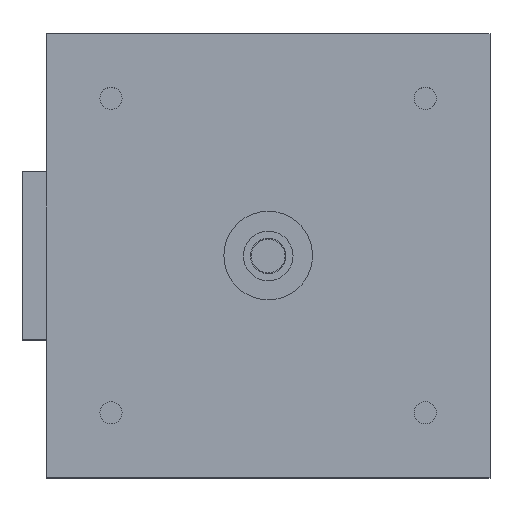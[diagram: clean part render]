
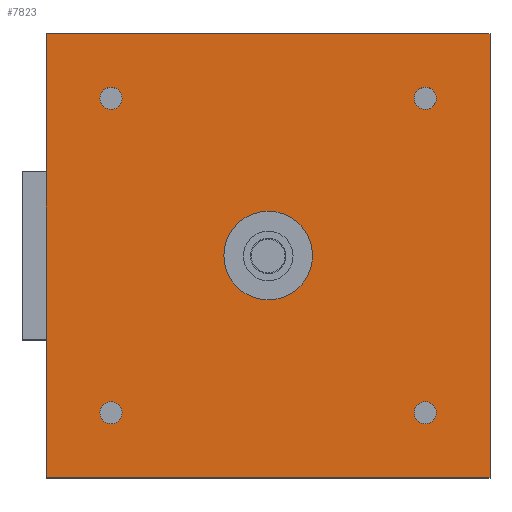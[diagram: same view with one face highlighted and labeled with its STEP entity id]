
A CAD part, top view. The second image highlights one B-rep face of the part: STEP entity #7823.
In plain terms, the highlighted planar face has unit normal (0, 0, 1).
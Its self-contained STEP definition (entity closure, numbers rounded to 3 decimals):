
#421=FACE_BOUND('',#1406,.T.);
#422=FACE_BOUND('',#1407,.T.);
#423=FACE_BOUND('',#1408,.T.);
#424=FACE_BOUND('',#1409,.T.);
#425=FACE_BOUND('',#1410,.T.);
#622=PLANE('',#8852);
#935=FACE_OUTER_BOUND('',#1405,.T.);
#1405=EDGE_LOOP('',(#5646,#5647,#5648,#5649));
#1406=EDGE_LOOP('',(#5650));
#1407=EDGE_LOOP('',(#5651));
#1408=EDGE_LOOP('',(#5652));
#1409=EDGE_LOOP('',(#5653));
#1410=EDGE_LOOP('',(#5654));
#2062=LINE('',#12274,#2769);
#2082=LINE('',#12330,#2789);
#2084=LINE('',#12333,#2791);
#2085=LINE('',#12335,#2792);
#2769=VECTOR('',#9768,10.);
#2789=VECTOR('',#9824,10.);
#2791=VECTOR('',#9828,10.);
#2792=VECTOR('',#9831,10.);
#3447=CIRCLE('',#8822,10.);
#3449=CIRCLE('',#8833,2.5);
#3451=CIRCLE('',#8836,2.5);
#3453=CIRCLE('',#8839,2.5);
#3455=CIRCLE('',#8842,2.5);
#3764=VERTEX_POINT('',#12211);
#3786=VERTEX_POINT('',#12271);
#3787=VERTEX_POINT('',#12273);
#3792=VERTEX_POINT('',#12285);
#3794=VERTEX_POINT('',#12291);
#3796=VERTEX_POINT('',#12297);
#3798=VERTEX_POINT('',#12303);
#3804=VERTEX_POINT('',#12327);
#3805=VERTEX_POINT('',#12329);
#4470=EDGE_CURVE('',#3764,#3764,#3447,.T.);
#4501=EDGE_CURVE('',#3787,#3786,#2062,.T.);
#4507=EDGE_CURVE('',#3792,#3792,#3449,.T.);
#4510=EDGE_CURVE('',#3794,#3794,#3451,.T.);
#4513=EDGE_CURVE('',#3796,#3796,#3453,.T.);
#4516=EDGE_CURVE('',#3798,#3798,#3455,.T.);
#4529=EDGE_CURVE('',#3805,#3804,#2082,.T.);
#4531=EDGE_CURVE('',#3804,#3787,#2084,.T.);
#4532=EDGE_CURVE('',#3786,#3805,#2085,.T.);
#5646=ORIENTED_EDGE('',*,*,#4532,.T.);
#5647=ORIENTED_EDGE('',*,*,#4529,.T.);
#5648=ORIENTED_EDGE('',*,*,#4531,.T.);
#5649=ORIENTED_EDGE('',*,*,#4501,.T.);
#5650=ORIENTED_EDGE('',*,*,#4470,.T.);
#5651=ORIENTED_EDGE('',*,*,#4507,.T.);
#5652=ORIENTED_EDGE('',*,*,#4510,.T.);
#5653=ORIENTED_EDGE('',*,*,#4513,.T.);
#5654=ORIENTED_EDGE('',*,*,#4516,.T.);
#7823=ADVANCED_FACE('',(#935,#421,#422,#423,#424,#425),#622,.T.);
#8822=AXIS2_PLACEMENT_3D('',#12212,#9719,#9720);
#8833=AXIS2_PLACEMENT_3D('',#12286,#9776,#9777);
#8836=AXIS2_PLACEMENT_3D('',#12292,#9783,#9784);
#8839=AXIS2_PLACEMENT_3D('',#12298,#9790,#9791);
#8842=AXIS2_PLACEMENT_3D('',#12304,#9797,#9798);
#8852=AXIS2_PLACEMENT_3D('',#12336,#9832,#9833);
#9719=DIRECTION('center_axis',(0.,0.,-1.));
#9720=DIRECTION('ref_axis',(-1.,0.,0.));
#9768=DIRECTION('',(0.,-1.,0.));
#9776=DIRECTION('center_axis',(0.,0.,-1.));
#9777=DIRECTION('ref_axis',(-1.,0.,0.));
#9783=DIRECTION('center_axis',(0.,0.,-1.));
#9784=DIRECTION('ref_axis',(-1.,0.,0.));
#9790=DIRECTION('center_axis',(0.,0.,-1.));
#9791=DIRECTION('ref_axis',(-1.,0.,0.));
#9797=DIRECTION('center_axis',(0.,0.,-1.));
#9798=DIRECTION('ref_axis',(-1.,0.,0.));
#9824=DIRECTION('',(0.,1.,0.));
#9828=DIRECTION('',(-1.,0.,0.));
#9831=DIRECTION('',(1.,0.,0.));
#9832=DIRECTION('center_axis',(0.,0.,1.));
#9833=DIRECTION('ref_axis',(-1.,0.,0.));
#12211=CARTESIAN_POINT('',(10.,0.,112.));
#12212=CARTESIAN_POINT('Origin',(0.,0.,112.));
#12271=CARTESIAN_POINT('',(-50.,-50.,112.));
#12273=CARTESIAN_POINT('',(-50.,50.,112.));
#12274=CARTESIAN_POINT('',(-50.,50.,112.));
#12285=CARTESIAN_POINT('',(37.929,35.429,112.));
#12286=CARTESIAN_POINT('Origin',(35.429,35.429,112.));
#12291=CARTESIAN_POINT('',(37.929,-35.429,112.));
#12292=CARTESIAN_POINT('Origin',(35.429,-35.429,112.));
#12297=CARTESIAN_POINT('',(-32.929,35.429,112.));
#12298=CARTESIAN_POINT('Origin',(-35.429,35.429,112.));
#12303=CARTESIAN_POINT('',(-32.929,-35.429,112.));
#12304=CARTESIAN_POINT('Origin',(-35.429,-35.429,112.));
#12327=CARTESIAN_POINT('',(50.,50.,112.));
#12329=CARTESIAN_POINT('',(50.,-50.,112.));
#12330=CARTESIAN_POINT('',(50.,-50.,112.));
#12333=CARTESIAN_POINT('',(50.,50.,112.));
#12335=CARTESIAN_POINT('',(-50.,-50.,112.));
#12336=CARTESIAN_POINT('Origin',(0.,0.,112.));
